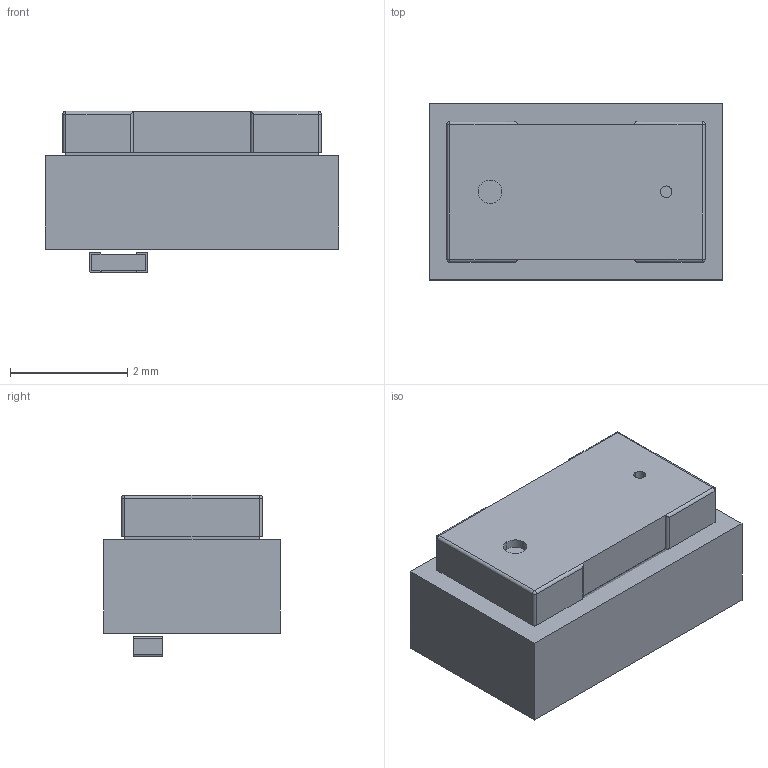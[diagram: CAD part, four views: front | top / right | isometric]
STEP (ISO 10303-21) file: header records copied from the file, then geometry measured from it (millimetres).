
FILE_DESCRIPTION(('KiCad electronic assembly'),'2;1');
FILE_NAME('synermycha-electronics.step','2020-03-05T09:38:42',( 'An Author'),('A Company'),'Open CASCADE STEP processor 6.9', 'KiCad to STEP converter','Unknown');
FILE_SCHEMA(('AUTOMOTIVE_DESIGN { 1 0 10303 214 1 1 1 1 }'));
Length unit declared in the file: millimetre
Products named in the file (6): Open CASCADE STEP translator 6.9 1; VL53L0X; COMPOUND; R_0402_1005Metric; SOLID
Assembly tree (5 placements, depth 3):
  Open CASCADE STEP translator 6.9 1
    VL53L0X
      COMPOUND
    R_0402_1005Metric
      SOLID
    SOLID
Bounding box: 5 x 3 x 2.75 mm (x, y, z)
Volume: 34.8 mm3; surface area: 124.3 mm2
Topology: 18 solids, 18 shells, 216 faces, 482 edges, 312 vertices
Faces by surface type: plane 182, cylinder 30, sphere 4
Entity records: 12831 total; most frequent: CARTESIAN_POINT 2388, DIRECTION 1900, LINE 1324, VECTOR 1324, ORIENTED_EDGE 956, PCURVE 956, DEFINITIONAL_REPRESENTATION 956, EDGE_CURVE 478
